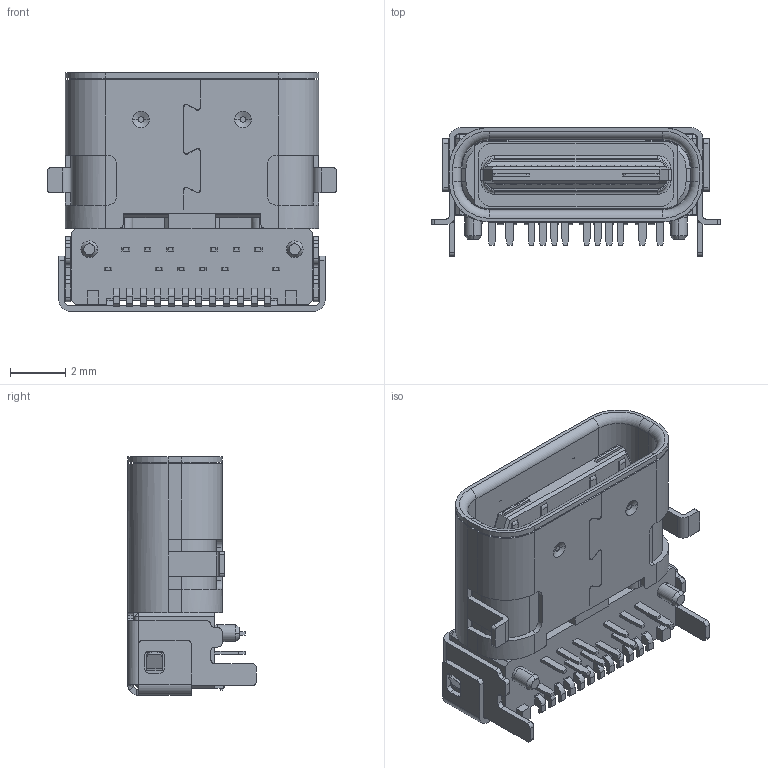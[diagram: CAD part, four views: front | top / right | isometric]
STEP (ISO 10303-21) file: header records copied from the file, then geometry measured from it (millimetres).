
FILE_DESCRIPTION((''),'2;1');
FILE_NAME('U3C41A-24BM4RN10','2020-05-22T',('YF-WYH'),(''),'PRO/ENGINEER BY PARAMETRIC TECHNOLOGY CORPORATION, 2010280','PRO/ENGINEER BY PARAMETRIC TECHNOLOGY CORPORATION, 2010280','');
FILE_SCHEMA(('CONFIG_CONTROL_DESIGN'));
Length unit declared in the file: millimetre
Products named in the file (1): U3C41A-24BM4RN10
Bounding box: 10.48 x 4.66 x 8.65 mm (x, y, z)
Volume: 163.9 mm3; surface area: 910.8 mm2
Topology: 2 solids, 87 shells, 1883 faces, 4896 edges, 3182 vertices
Faces by surface type: plane 1549, cylinder 244, cone 48, torus 16, sphere 12, extrusion 12, bspline 2
Entity records: 57178 total; most frequent: CARTESIAN_POINT 10647, ORIENTED_EDGE 9784, DIRECTION 9192, EDGE_CURVE 4892, VECTOR 4202, LINE 4190, VERTEX_POINT 3182, AXIS2_PLACEMENT_3D 2495
